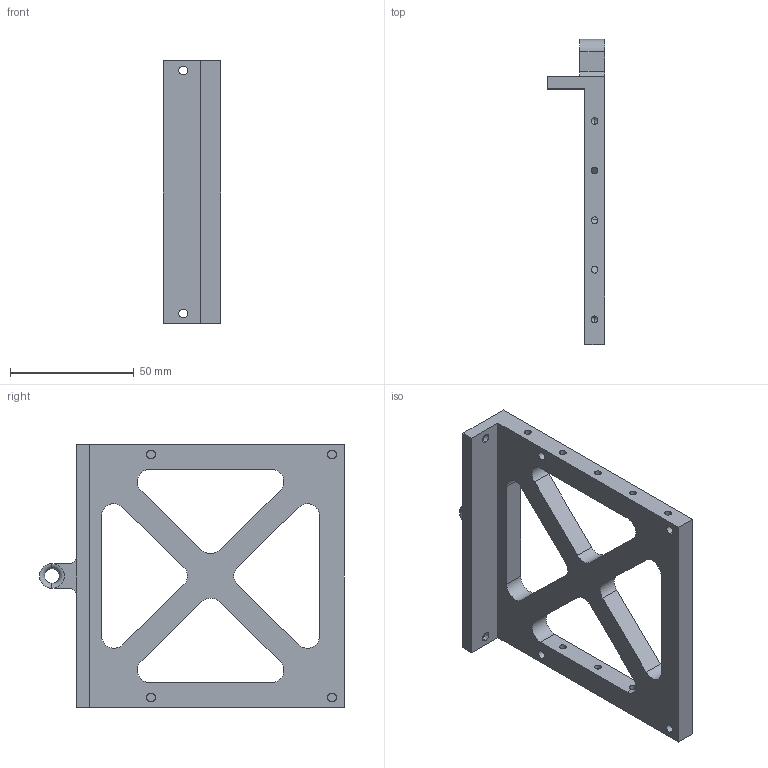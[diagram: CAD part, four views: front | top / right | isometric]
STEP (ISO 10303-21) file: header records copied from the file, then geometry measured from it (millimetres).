
FILE_DESCRIPTION (( 'STEP AP203' ), '1' );
FILE_NAME ('spool mount top cross brace.STEP', '2018-05-18T07:29:28', ( '' ), ( '' ), 'SwSTEP 2.0', 'SolidWorks 2018', '' );
FILE_SCHEMA (( 'CONFIG_CONTROL_DESIGN' ));
Length unit declared in the file: millimetre
Products named in the file (1): spool mount top cross brace
Bounding box: 23 x 123 x 106 mm (x, y, z)
Volume: 58901.6 mm3; surface area: 26379.7 mm2
Topology: 1 solids, 1 shells, 109 faces, 283 edges, 178 vertices
Faces by surface type: cylinder 62, plane 35, cone 8, torus 4
Entity records: 3466 total; most frequent: DIRECTION 623, CARTESIAN_POINT 594, ORIENTED_EDGE 550, EDGE_CURVE 275, AXIS2_PLACEMENT_3D 241, VERTEX_POINT 178, EDGE_LOOP 145, VECTOR 141
